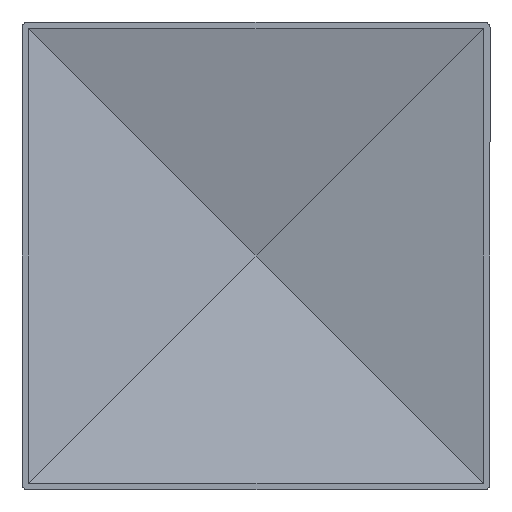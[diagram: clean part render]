
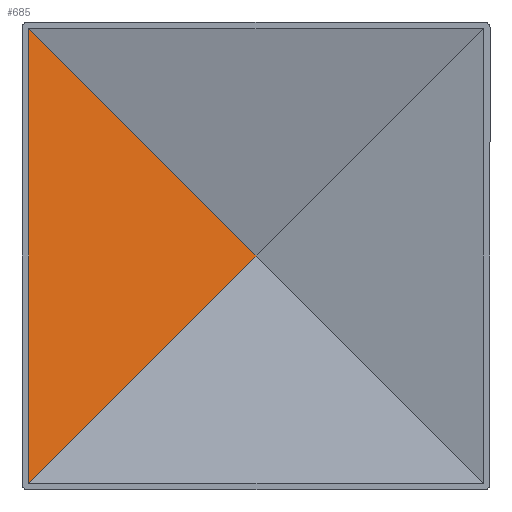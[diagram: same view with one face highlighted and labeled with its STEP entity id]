
A CAD part, front view. The second image highlights one B-rep face of the part: STEP entity #685.
In plain terms, the highlighted planar face has unit normal (0.239, -0.971, 0).
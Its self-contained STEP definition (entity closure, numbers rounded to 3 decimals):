
#57 = PLANE ( 'NONE',  #174 ) ;
#100 = ORIENTED_EDGE ( 'NONE', *, *, #767, .F. ) ;
#105 = CARTESIAN_POINT ( 'NONE',  ( 0., 18.764, 0. ) ) ;
#116 = CARTESIAN_POINT ( 'NONE',  ( -39.4, 9.06, -40.6 ) ) ;
#122 = EDGE_CURVE ( 'NONE', #807, #759, #789, .T. ) ;
#133 = FACE_OUTER_BOUND ( 'NONE', #447, .T. ) ;
#147 = CARTESIAN_POINT ( 'NONE',  ( -19.555, 13.948, -19.555 ) ) ;
#174 = AXIS2_PLACEMENT_3D ( 'NONE', #745, #322, #851 ) ;
#196 = VERTEX_POINT ( 'NONE', #674 ) ;
#293 = CARTESIAN_POINT ( 'NONE',  ( -40.452, 8.801, 40.452 ) ) ;
#322 = DIRECTION ( 'NONE',  ( 0.239, -0.971, 0. ) ) ;
#431 = DIRECTION ( 'NONE',  ( 0.697, 0.172, 0.697 ) ) ;
#447 = EDGE_LOOP ( 'NONE', ( #470, #100, #617 ) ) ;
#470 = ORIENTED_EDGE ( 'NONE', *, *, #614, .T. ) ;
#526 = VECTOR ( 'NONE', #431, 1000. ) ;
#529 = VECTOR ( 'NONE', #582, 1000. ) ;
#582 = DIRECTION ( 'NONE',  ( -0.697, -0.172, 0.697 ) ) ;
#614 = EDGE_CURVE ( 'NONE', #759, #196, #792, .T. ) ;
#617 = ORIENTED_EDGE ( 'NONE', *, *, #122, .T. ) ;
#674 = CARTESIAN_POINT ( 'NONE',  ( -39.4, 9.06, 39.4 ) ) ;
#681 = DIRECTION ( 'NONE',  ( 0., 0., 1. ) ) ;
#685 = ADVANCED_FACE ( 'NONE', ( #133 ), #57, .T. ) ;
#737 = VECTOR ( 'NONE', #681, 1000. ) ;
#745 = CARTESIAN_POINT ( 'NONE',  ( 0.287, 18.835, -40.6 ) ) ;
#759 = VERTEX_POINT ( 'NONE', #105 ) ;
#767 = EDGE_CURVE ( 'NONE', #807, #196, #824, .T. ) ;
#785 = CARTESIAN_POINT ( 'NONE',  ( -39.4, 9.06, -39.4 ) ) ;
#789 = LINE ( 'NONE', #147, #526 ) ;
#792 = LINE ( 'NONE', #293, #529 ) ;
#807 = VERTEX_POINT ( 'NONE', #785 ) ;
#824 = LINE ( 'NONE', #116, #737 ) ;
#851 = DIRECTION ( 'NONE',  ( 0.971, 0.239, 0. ) ) ;
